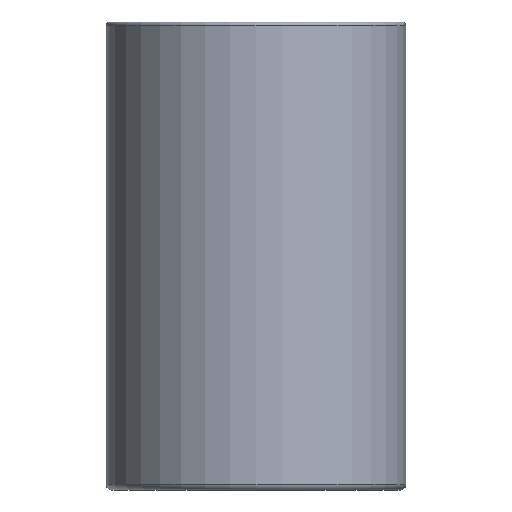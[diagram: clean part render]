
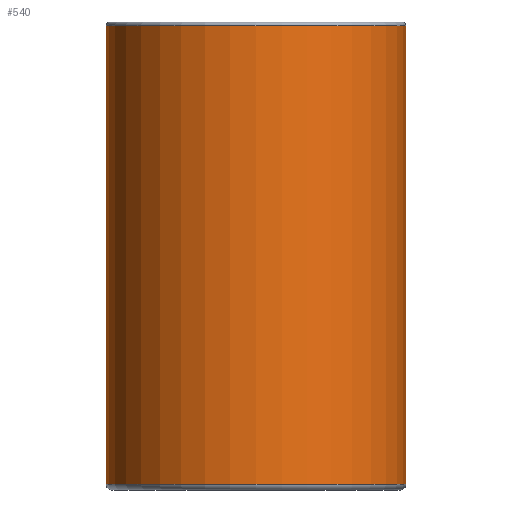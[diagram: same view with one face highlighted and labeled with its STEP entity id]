
A CAD part, front view. The second image highlights one B-rep face of the part: STEP entity #540.
In plain terms, the highlighted cylindrical face has radius 8 mm (diameter 16 mm), a partial arc.
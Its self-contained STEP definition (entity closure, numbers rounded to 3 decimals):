
#2 = CYLINDRICAL_SURFACE ( 'NONE', #528, 8. ) ;
#23 = CIRCLE ( 'NONE', #250, 8. ) ;
#51 = DIRECTION ( 'NONE',  ( 1., 0., 0. ) ) ;
#57 = LINE ( 'NONE', #278, #201 ) ;
#75 = AXIS2_PLACEMENT_3D ( 'NONE', #349, #441, #572 ) ;
#106 = CARTESIAN_POINT ( 'NONE',  ( -8., 0., 24.8 ) ) ;
#108 = LINE ( 'NONE', #249, #316 ) ;
#135 = EDGE_CURVE ( 'NONE', #221, #442, #108, .T. ) ;
#166 = CARTESIAN_POINT ( 'NONE',  ( 8., 0., 0.3 ) ) ;
#180 = CARTESIAN_POINT ( 'NONE',  ( 0., 0., 25. ) ) ;
#183 = CARTESIAN_POINT ( 'NONE',  ( -8., 0., 0.3 ) ) ;
#187 = DIRECTION ( 'NONE',  ( -1., 0., 0. ) ) ;
#201 = VECTOR ( 'NONE', #585, 1000. ) ;
#221 = VERTEX_POINT ( 'NONE', #106 ) ;
#237 = VERTEX_POINT ( 'NONE', #166 ) ;
#241 = DIRECTION ( 'NONE',  ( 0., 0., -1. ) ) ;
#249 = CARTESIAN_POINT ( 'NONE',  ( -8., 0., 25. ) ) ;
#250 = AXIS2_PLACEMENT_3D ( 'NONE', #318, #496, #51 ) ;
#278 = CARTESIAN_POINT ( 'NONE',  ( 8., 0., 25. ) ) ;
#303 = ORIENTED_EDGE ( 'NONE', *, *, #332, .T. ) ;
#308 = EDGE_LOOP ( 'NONE', ( #499, #303, #447, #565 ) ) ;
#316 = VECTOR ( 'NONE', #241, 1000. ) ;
#318 = CARTESIAN_POINT ( 'NONE',  ( 0., 0., 0.3 ) ) ;
#332 = EDGE_CURVE ( 'NONE', #458, #221, #582, .T. ) ;
#349 = CARTESIAN_POINT ( 'NONE',  ( 0., 0., 24.8 ) ) ;
#368 = DIRECTION ( 'NONE',  ( 0., 0., -1. ) ) ;
#436 = EDGE_CURVE ( 'NONE', #458, #237, #57, .T. ) ;
#441 = DIRECTION ( 'NONE',  ( 0., 0., -1. ) ) ;
#442 = VERTEX_POINT ( 'NONE', #183 ) ;
#447 = ORIENTED_EDGE ( 'NONE', *, *, #135, .T. ) ;
#458 = VERTEX_POINT ( 'NONE', #545 ) ;
#496 = DIRECTION ( 'NONE',  ( 0., 0., 1. ) ) ;
#499 = ORIENTED_EDGE ( 'NONE', *, *, #436, .F. ) ;
#503 = FACE_OUTER_BOUND ( 'NONE', #308, .T. ) ;
#506 = EDGE_CURVE ( 'NONE', #442, #237, #23, .T. ) ;
#528 = AXIS2_PLACEMENT_3D ( 'NONE', #180, #368, #187 ) ;
#540 = ADVANCED_FACE ( 'NONE', ( #503 ), #2, .T. ) ;
#545 = CARTESIAN_POINT ( 'NONE',  ( 8., 0., 24.8 ) ) ;
#565 = ORIENTED_EDGE ( 'NONE', *, *, #506, .T. ) ;
#572 = DIRECTION ( 'NONE',  ( 1., 0., 0. ) ) ;
#582 = CIRCLE ( 'NONE', #75, 8. ) ;
#585 = DIRECTION ( 'NONE',  ( 0., 0., -1. ) ) ;
